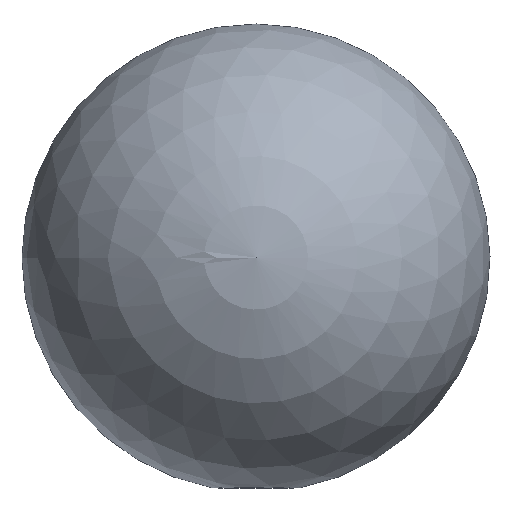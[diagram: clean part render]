
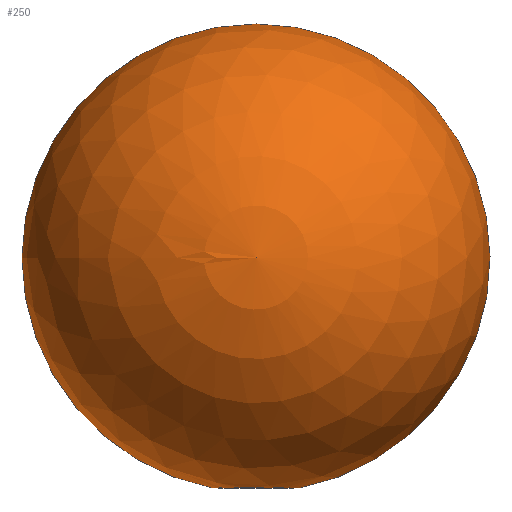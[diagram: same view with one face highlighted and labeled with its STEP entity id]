
A CAD part, top view. The second image highlights one B-rep face of the part: STEP entity #250.
In plain terms, the highlighted spherical face has radius 20 mm.
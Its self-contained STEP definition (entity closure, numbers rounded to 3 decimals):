
#2 = CARTESIAN_POINT ( 'NONE',  ( 0., 20., 0. ) ) ;
#11 = DIRECTION ( 'NONE',  ( 0., 0., 1. ) ) ;
#13 = EDGE_CURVE ( 'NONE', #41, #23, #132, .T. ) ;
#18 = DIRECTION ( 'NONE',  ( 0., -1., 0. ) ) ;
#21 = ORIENTED_EDGE ( 'NONE', *, *, #50, .F. ) ;
#23 = VERTEX_POINT ( 'NONE', #169 ) ;
#27 = DIRECTION ( 'NONE',  ( -1., 0., 0. ) ) ;
#34 = CARTESIAN_POINT ( 'NONE',  ( 0., 20., 0. ) ) ;
#41 = VERTEX_POINT ( 'NONE', #152 ) ;
#50 = EDGE_CURVE ( 'NONE', #157, #90, #232, .T. ) ;
#68 = DIRECTION ( 'NONE',  ( -1., 0., 0. ) ) ;
#71 = DIRECTION ( 'NONE',  ( 0., 0., -1. ) ) ;
#75 = DIRECTION ( 'NONE',  ( 0., 0., 1. ) ) ;
#76 = AXIS2_PLACEMENT_3D ( 'NONE', #208, #18, #120 ) ;
#82 = AXIS2_PLACEMENT_3D ( 'NONE', #2, #11, #92 ) ;
#90 = VERTEX_POINT ( 'NONE', #115 ) ;
#92 = DIRECTION ( 'NONE',  ( 1., 0., 0. ) ) ;
#105 = ORIENTED_EDGE ( 'NONE', *, *, #109, .F. ) ;
#108 = CARTESIAN_POINT ( 'NONE',  ( 3.683, 0.342, 0. ) ) ;
#109 = EDGE_CURVE ( 'NONE', #41, #157, #211, .T. ) ;
#115 = CARTESIAN_POINT ( 'NONE',  ( 0., 0.342, 3.683 ) ) ;
#120 = DIRECTION ( 'NONE',  ( 0., 0., 1. ) ) ;
#123 = AXIS2_PLACEMENT_3D ( 'NONE', #215, #242, #75 ) ;
#132 = CIRCLE ( 'NONE', #82, 20. ) ;
#138 = SPHERICAL_SURFACE ( 'NONE', #241, 20. ) ;
#145 = FACE_OUTER_BOUND ( 'NONE', #224, .T. ) ;
#148 = DIRECTION ( 'NONE',  ( 0., 0., -1. ) ) ;
#152 = CARTESIAN_POINT ( 'NONE',  ( 0., 40., 0. ) ) ;
#157 = VERTEX_POINT ( 'NONE', #108 ) ;
#169 = CARTESIAN_POINT ( 'NONE',  ( -3.683, 0.342, 0. ) ) ;
#202 = CIRCLE ( 'NONE', #123, 3.683 ) ;
#208 = CARTESIAN_POINT ( 'NONE',  ( 0., 0.342, 0. ) ) ;
#211 = CIRCLE ( 'NONE', #274, 20. ) ;
#215 = CARTESIAN_POINT ( 'NONE',  ( 0., 0.342, 0. ) ) ;
#224 = EDGE_LOOP ( 'NONE', ( #105, #245, #230, #21 ) ) ;
#230 = ORIENTED_EDGE ( 'NONE', *, *, #234, .F. ) ;
#232 = CIRCLE ( 'NONE', #76, 3.683 ) ;
#234 = EDGE_CURVE ( 'NONE', #90, #23, #202, .T. ) ;
#241 = AXIS2_PLACEMENT_3D ( 'NONE', #34, #71, #68 ) ;
#242 = DIRECTION ( 'NONE',  ( 0., -1., 0. ) ) ;
#245 = ORIENTED_EDGE ( 'NONE', *, *, #13, .T. ) ;
#250 = ADVANCED_FACE ( 'NONE', ( #145 ), #138, .T. ) ;
#274 = AXIS2_PLACEMENT_3D ( 'NONE', #287, #148, #27 ) ;
#287 = CARTESIAN_POINT ( 'NONE',  ( 0., 20., 0. ) ) ;
